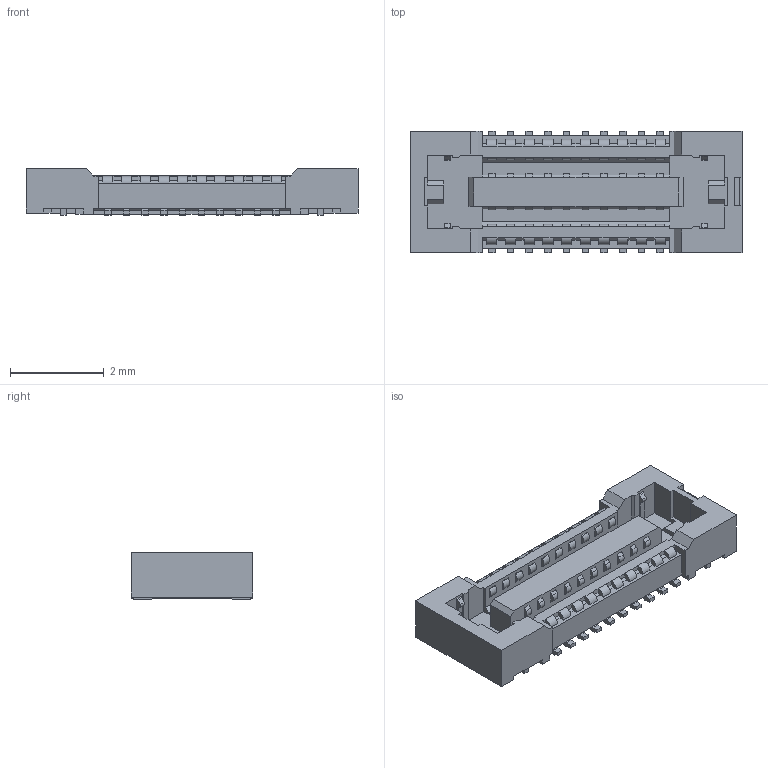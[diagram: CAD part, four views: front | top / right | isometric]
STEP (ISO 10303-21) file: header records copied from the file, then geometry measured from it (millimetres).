
FILE_DESCRIPTION (( 'STEP AP214' ), '1' );
FILE_NAME ('Molex 502426-2030.STEP', '2024-06-23T23:33:29', ( '' ), ( '' ), 'SwSTEP 2.0', 'SolidWorks 2018', '' );
FILE_SCHEMA (( 'AUTOMOTIVE_DESIGN' ));
Length unit declared in the file: millimetre
Products named in the file (1): Molex 502426-2030
Bounding box: 7.1 x 2.6 x 1 mm (x, y, z)
Volume: 10.3 mm3; surface area: 76.1 mm2
Topology: 1 solids, 1 shells, 642 faces, 1700 edges, 1120 vertices
Faces by surface type: plane 530, cylinder 112
Entity records: 24590 total; most frequent: CARTESIAN_POINT 3463, ORIENTED_EDGE 3400, DIRECTION 3210, EDGE_CURVE 1700, LINE 1476, VECTOR 1476, VERTEX_POINT 1120, AXIS2_PLACEMENT_3D 867
